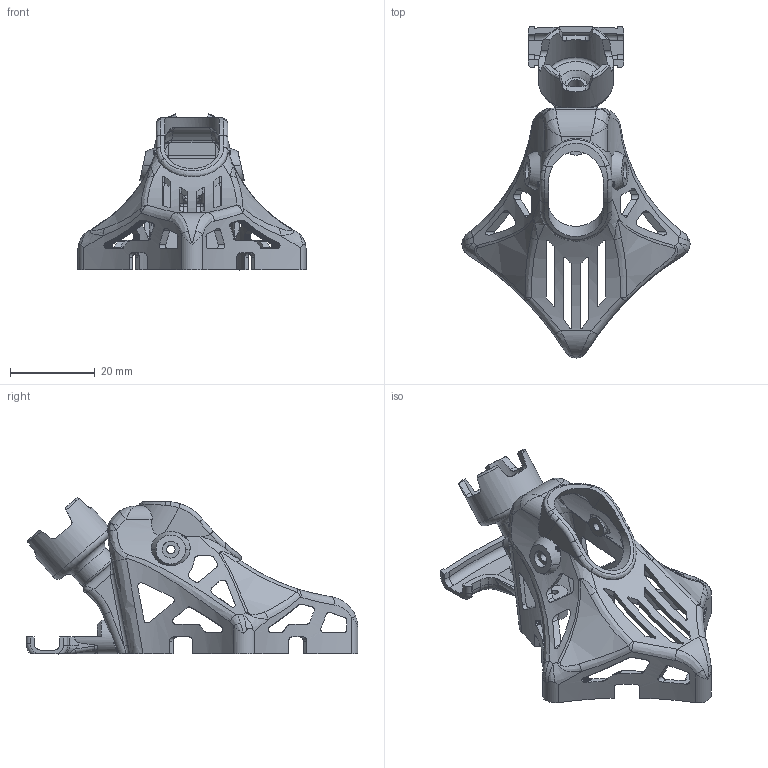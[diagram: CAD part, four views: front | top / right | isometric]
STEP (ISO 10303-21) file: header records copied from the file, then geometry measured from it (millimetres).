
FILE_DESCRIPTION(/* description */ (''),/* implementation_level */ '2;1');
FILE_NAME(/* name */ 'Source_PodRacer_v1.0_Pod.step',/* time_stamp */ '2020-07-18T13:11:16+02:00',/* author */ (''),/* organization */ (''),/* preprocessor_version */ 'ST-DEVELOPER v18.1',/* originating_system */ 'Autodesk Translation Framework v9.3.0.1241',/* authorisation */ '');
FILE_SCHEMA (('AUTOMOTIVE_DESIGN { 1 0 10303 214 3 1 1 }'));
Products named in the file (1): Source_PodRacer_v1.0_Pod FIXED
Bounding box: 54 x 78.57 x 36.94 mm (x, y, z)
Volume: 7918.4 mm3; surface area: 11825 mm2
Topology: 1 solids, 1 shells, 2243 faces, 6562 edges, 4309 vertices
Faces by surface type: plane 1824, cylinder 217, bspline 158, torus 36, sphere 6, cone 2
Full cylindrical faces by diameter (mm): 1.6 x4, 2 x2, 4 x3, 5.5 x1, 8 x1, 10.2 x1, 14.75 x1, 17.75 x1
Entity records: 98092 total; most frequent: CARTESIAN_POINT 39530, ORIENTED_EDGE 13094, DIRECTION 11042, EDGE_CURVE 6547, LINE 4790, VECTOR 4790, VERTEX_POINT 4309, AXIS2_PLACEMENT_3D 3126
